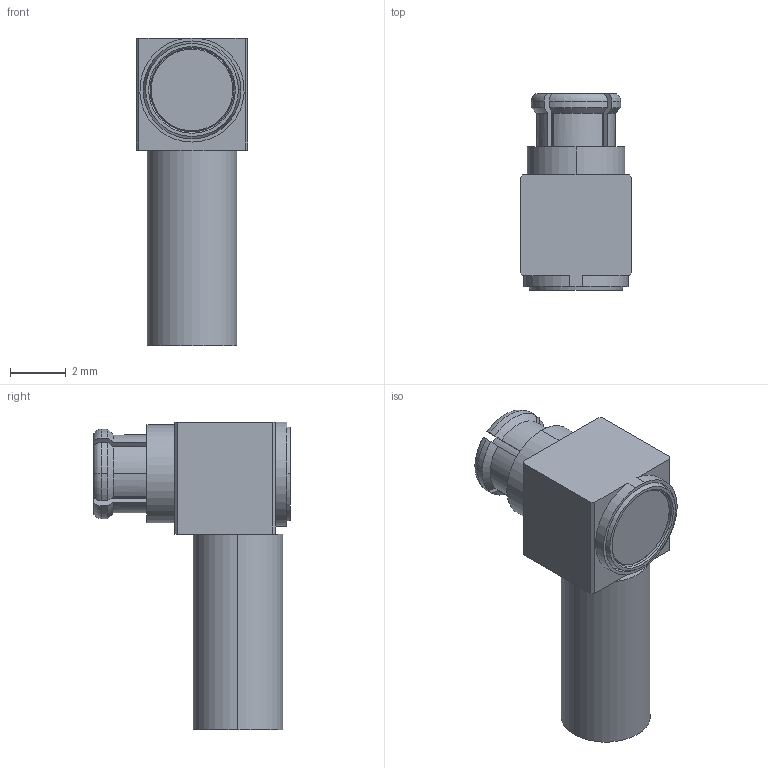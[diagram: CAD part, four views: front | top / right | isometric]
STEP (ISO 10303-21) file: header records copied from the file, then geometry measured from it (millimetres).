
FILE_DESCRIPTION (( 'STEP AP214' ), '1' );
FILE_NAME ('56-105-Q3-AA.STEP', '2024-08-08T11:34:17', ( '' ), ( '' ), 'SwSTEP 2.0', 'SolidWorks 2024', '' );
FILE_SCHEMA (( 'AUTOMOTIVE_DESIGN' ));
Length unit declared in the file: millimetre
Products named in the file (1): 56-105-Q3-AA
Bounding box: 4 x 7.02 x 11 mm (x, y, z)
Surface area: 371.9 mm2 (no closed solid volume)
Topology: 0 solids, 8 shells, 96 faces, 600 edges, 507 vertices
Faces by surface type: plane 39, cylinder 31, cone 21, torus 5
Entity records: 6136 total; most frequent: CARTESIAN_POINT 1954, ORIENTED_EDGE 821, DIRECTION 776, EDGE_CURVE 600, VERTEX_POINT 507, AXIS2_PLACEMENT_3D 325, B_SPLINE_CURVE_WITH_KNOTS 246, CIRCLE 228
